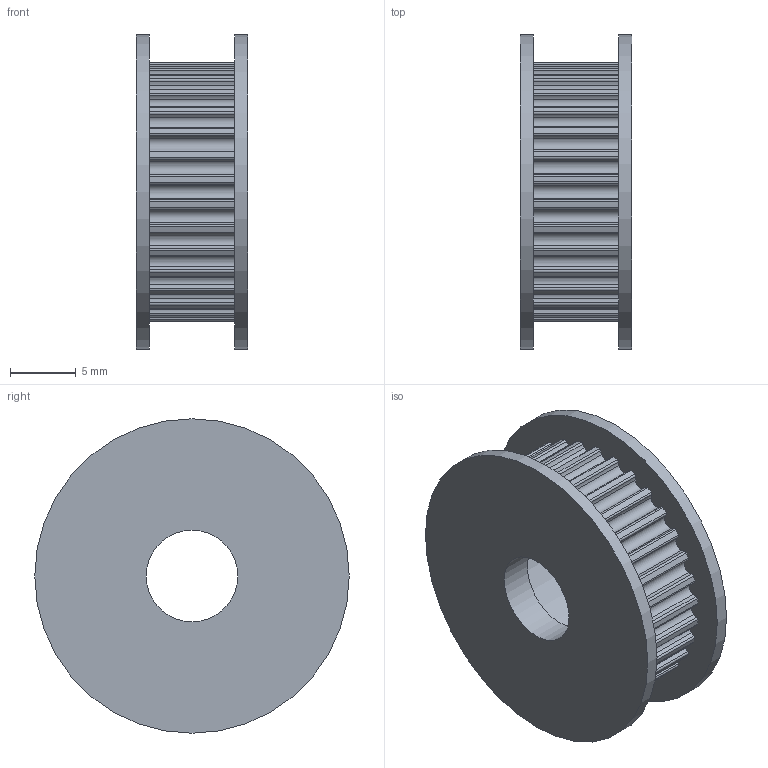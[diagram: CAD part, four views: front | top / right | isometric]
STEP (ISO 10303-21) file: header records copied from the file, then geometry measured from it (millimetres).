
FILE_DESCRIPTION(/* description */ ('STEP AP242','CAx-IF Rec.Pracs.---Representation and Presentation of Product Manufacturing Information (PMI)---4.0---2014-10-13','CAx-IF Rec.Pracs.---3D Tessellated Geometry---0.4---2014-09-14','2;1'),/* implementation_level */ '2;1');
FILE_NAME(/* name */ '686f0f7ca37d42678cdea8fb',/* time_stamp */ '2025-07-10T00:55:24Z',/* author */ (''),/* organization */ (''),/* preprocessor_version */ 'ST-DEVELOPER v20',/* originating_system */ 'ONSHAPE BY PTC INC, 1.200',/* authorisation */ ' ');
FILE_SCHEMA (('AP242_MANAGED_MODEL_BASED_3D_ENGINEERING_MIM_LF { 1 0 10303 442 1 1 4 }'));
Length unit declared in the file: metre
Products named in the file (1): Lower Pulley
Bounding box: 8.5 x 24 x 24 mm (x, y, z)
Volume: 1310.2 mm3; surface area: 2253 mm2
Topology: 1 solids, 1 shells, 201 faces, 588 edges, 392 vertices
Faces by surface type: cylinder 196, plane 5
Full cylindrical faces by diameter (mm): 7 x1, 17 x1, 24 x2
Entity records: 6920 total; most frequent: DIRECTION 1380, CARTESIAN_POINT 1178, ORIENTED_EDGE 1168, AXIS2_PLACEMENT_3D 594, EDGE_CURVE 584, VERTEX_POINT 392, CIRCLE 392, EDGE_LOOP 210
